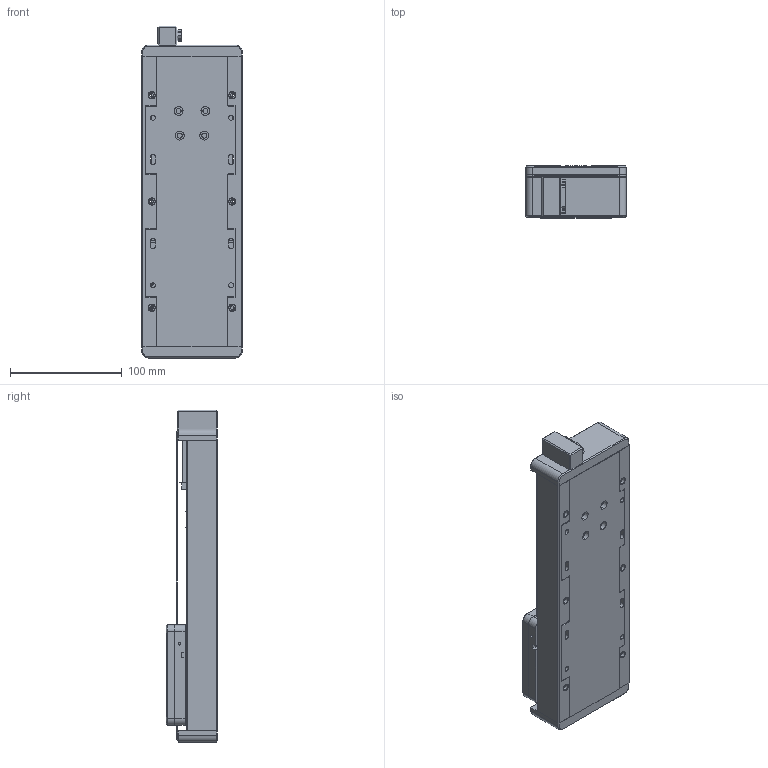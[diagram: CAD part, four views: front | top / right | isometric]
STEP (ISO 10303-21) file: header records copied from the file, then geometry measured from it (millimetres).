
FILE_DESCRIPTION (( 'STEP AP203' ), '1' );
FILE_NAME ('ETSU-150.STEP', '2020-09-10T07:48:35', ( '' ), ( '' ), 'SwSTEP 2.0', 'SolidWorks 2017', '' );
FILE_SCHEMA (( 'CONFIG_CONTROL_DESIGN' ));
Length unit declared in the file: millimetre
Products named in the file (1): ETSU-150
Bounding box: 90 x 46.5 x 297 mm (x, y, z)
Surface area: 148358.9 mm2 (no closed solid volume)
Topology: 0 solids, 23 shells, 483 faces, 1637 edges, 1178 vertices
Faces by surface type: plane 236, cylinder 205, cone 24, bspline 18
Entity records: 18457 total; most frequent: CARTESIAN_POINT 3833, DIRECTION 3206, ORIENTED_EDGE 2594, EDGE_CURVE 1619, VERTEX_POINT 1178, AXIS2_PLACEMENT_3D 1127, LINE 952, VECTOR 952
